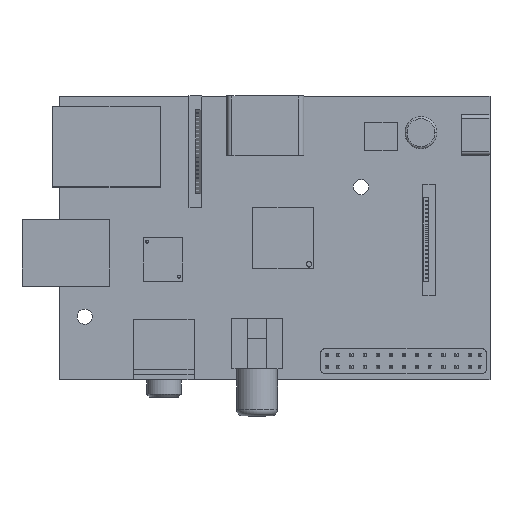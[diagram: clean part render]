
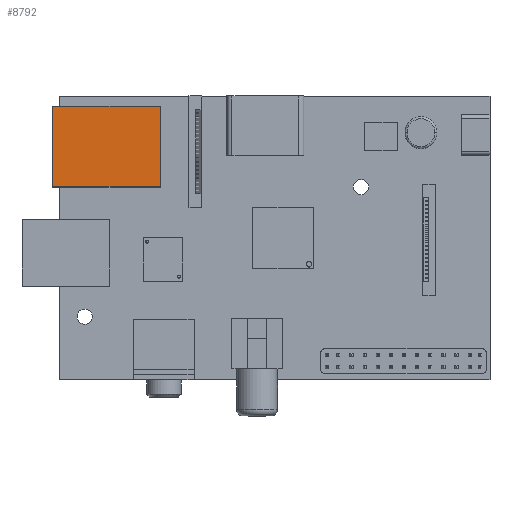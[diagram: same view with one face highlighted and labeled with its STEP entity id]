
A CAD part, top view. The second image highlights one B-rep face of the part: STEP entity #8792.
In plain terms, the highlighted planar face has unit normal (0, 0, 1).
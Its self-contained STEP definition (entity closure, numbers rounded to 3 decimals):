
#8449=DIRECTION('',(0.,-1.,0.));
#8450=VECTOR('',#8449,16.);
#8451=CARTESIAN_POINT('',(-10.6,8.,13.4));
#8452=LINE('',#8451,#8450);
#8453=DIRECTION('',(-1.,0.,0.));
#8454=VECTOR('',#8453,21.2);
#8455=CARTESIAN_POINT('',(10.6,8.,13.4));
#8456=LINE('',#8455,#8454);
#8457=DIRECTION('',(0.,1.,0.));
#8458=VECTOR('',#8457,16.);
#8459=CARTESIAN_POINT('',(10.6,-8.,13.4));
#8460=LINE('',#8459,#8458);
#8461=DIRECTION('',(1.,0.,0.));
#8462=VECTOR('',#8461,21.2);
#8463=CARTESIAN_POINT('',(-10.6,-8.,13.4));
#8464=LINE('',#8463,#8462);
#8601=CARTESIAN_POINT('',(-10.6,8.,13.4));
#8602=CARTESIAN_POINT('',(-10.6,-8.,13.4));
#8603=VERTEX_POINT('',#8601);
#8604=VERTEX_POINT('',#8602);
#8605=CARTESIAN_POINT('',(10.6,-8.,13.4));
#8606=VERTEX_POINT('',#8605);
#8607=CARTESIAN_POINT('',(10.6,8.,13.4));
#8608=VERTEX_POINT('',#8607);
#8781=CARTESIAN_POINT('',(0.,0.,13.4));
#8782=DIRECTION('',(0.,0.,1.));
#8783=DIRECTION('',(1.,0.,0.));
#8784=AXIS2_PLACEMENT_3D('',#8781,#8782,#8783);
#8785=PLANE('',#8784);
#8786=ORIENTED_EDGE('',*,*,#8707,.F.);
#8787=ORIENTED_EDGE('',*,*,#8748,.F.);
#8788=ORIENTED_EDGE('',*,*,#8762,.F.);
#8789=ORIENTED_EDGE('',*,*,#8775,.F.);
#8790=EDGE_LOOP('',(#8786,#8787,#8788,#8789));
#8791=FACE_OUTER_BOUND('',#8790,.F.);
#8792=ADVANCED_FACE('',(#8791),#8785,.T.);
#8707=EDGE_CURVE('',#8603,#8604,#8452,.T.);
#8748=EDGE_CURVE('',#8608,#8603,#8456,.T.);
#8762=EDGE_CURVE('',#8606,#8608,#8460,.T.);
#8775=EDGE_CURVE('',#8604,#8606,#8464,.T.);
